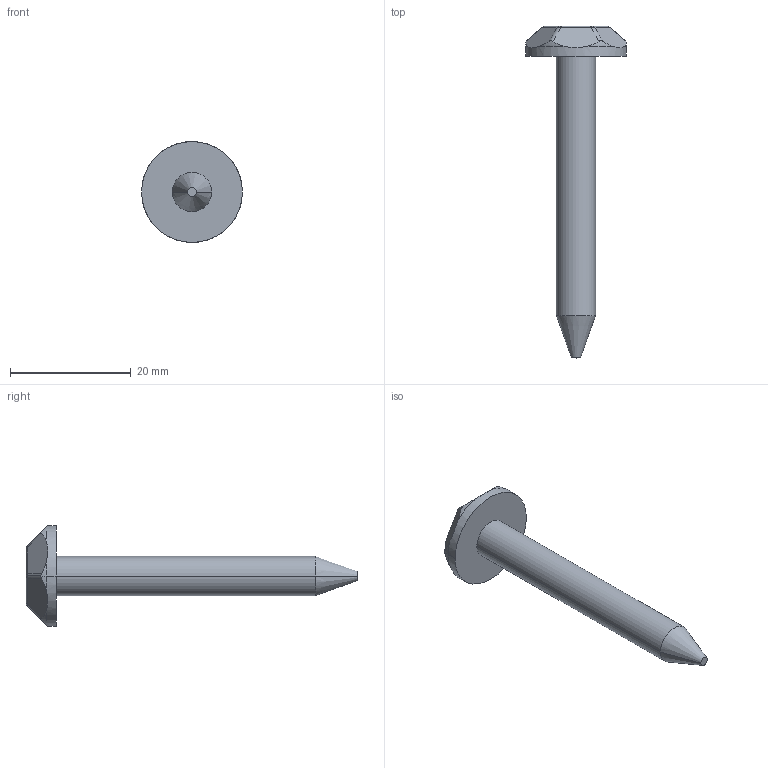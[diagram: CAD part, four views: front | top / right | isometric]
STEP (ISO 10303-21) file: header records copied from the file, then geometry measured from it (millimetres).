
FILE_DESCRIPTION (( 'STEP AP203' ), '1' );
FILE_NAME ('3730.STEP', '2016-01-15T13:15:17', ( '' ), ( '' ), 'SwSTEP 2.0', 'SolidWorks 2015', '' );
FILE_SCHEMA (( 'CONFIG_CONTROL_DESIGN' ));
Length unit declared in the file: millimetre
Products named in the file (1): 3730
Bounding box: 16.7 x 55 x 16.7 mm (x, y, z)
Volume: 2231.1 mm3; surface area: 1629.4 mm2
Topology: 1 solids, 1 shells, 81 faces, 196 edges, 119 vertices
Faces by surface type: cylinder 25, plane 22, torus 14, bspline 12, sphere 6, cone 2
Entity records: 2580 total; most frequent: CARTESIAN_POINT 710, ORIENTED_EDGE 392, DIRECTION 359, EDGE_CURVE 196, AXIS2_PLACEMENT_3D 142, VERTEX_POINT 119, EDGE_LOOP 83, FACE_OUTER_BOUND 81
